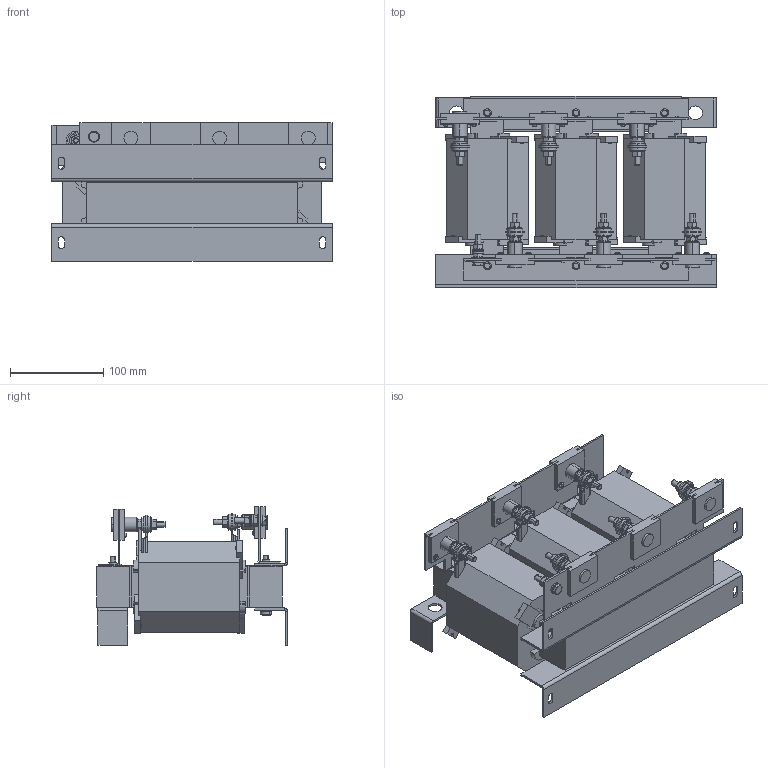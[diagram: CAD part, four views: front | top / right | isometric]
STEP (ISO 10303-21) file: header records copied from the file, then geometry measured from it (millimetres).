
FILE_DESCRIPTION (( 'STEP AP214' ), '1' );
FILE_NAME ('190928.STEP', '2020-05-29T01:11:50', ( '' ), ( '' ), 'SwSTEP 2.0', 'SolidWorks 2018', '' );
FILE_SCHEMA (( 'AUTOMOTIVE_DESIGN' ));
Length unit declared in the file: millimetre
Products named in the file (1): 190928
Bounding box: 300 x 204.5 x 148.5 mm (x, y, z)
Volume: 3634120.4 mm3; surface area: 423485.8 mm2
Topology: 1 solids, 1 shells, 1669 faces, 4274 edges, 2670 vertices
Faces by surface type: plane 993, cylinder 348, cone 160, bspline 140, torus 16, sphere 12
Entity records: 55639 total; most frequent: CARTESIAN_POINT 15989, ORIENTED_EDGE 8548, DIRECTION 7785, EDGE_CURVE 4274, VECTOR 2729, LINE 2729, VERTEX_POINT 2670, AXIS2_PLACEMENT_3D 2528
